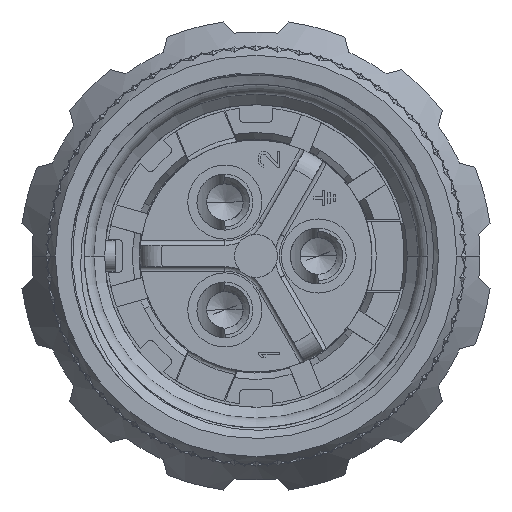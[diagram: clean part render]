
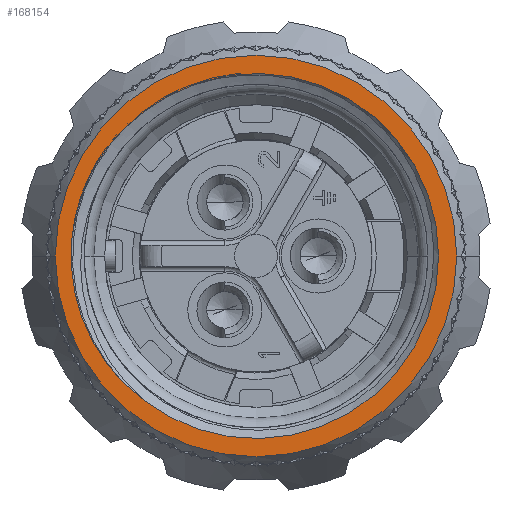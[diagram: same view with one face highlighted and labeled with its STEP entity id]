
A CAD part, left-side view. The second image highlights one B-rep face of the part: STEP entity #168154.
In plain terms, the highlighted planar face has unit normal (-1, 0, 0).
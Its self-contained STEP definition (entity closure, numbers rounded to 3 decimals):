
#34757=CARTESIAN_POINT('',(0.385,11.,-11.));
#34758=DIRECTION('',(-1.,0.,0.));
#34759=DIRECTION('',(0.,1.,0.));
#34760=AXIS2_PLACEMENT_3D('',#34757,#34758,#34759);
#34762=CARTESIAN_POINT('',(0.385,11.,-11.));
#34763=DIRECTION('',(1.,0.,0.));
#34764=DIRECTION('',(0.,1.,0.));
#34765=AXIS2_PLACEMENT_3D('',#34762,#34763,#34764);
#34767=CARTESIAN_POINT('',(0.385,17.18,
-5.105));
#34768=CARTESIAN_POINT('',(0.385,17.106,
-5.033));
#34769=CARTESIAN_POINT('',(0.385,16.956,
-4.891));
#34770=CARTESIAN_POINT('',(0.385,16.724,
-4.687));
#34771=CARTESIAN_POINT('',(0.385,16.485,
-4.491));
#34772=CARTESIAN_POINT('',(0.385,16.321,
-4.366));
#34773=CARTESIAN_POINT('',(0.385,16.238,
-4.305));
#34775=CARTESIAN_POINT('',(0.385,17.18,
-16.894));
#34776=CARTESIAN_POINT('',(0.385,17.252,
-16.823));
#34777=CARTESIAN_POINT('',(0.385,17.397,
-16.675));
#34778=CARTESIAN_POINT('',(0.385,17.612,
-16.436));
#34779=CARTESIAN_POINT('',(0.385,17.82,
-16.184));
#34780=CARTESIAN_POINT('',(0.385,18.02,
-15.92));
#34781=CARTESIAN_POINT('',(0.385,18.21,
-15.647));
#34782=CARTESIAN_POINT('',(0.385,18.391,
-15.364));
#34783=CARTESIAN_POINT('',(0.385,18.56,
-15.073));
#34784=CARTESIAN_POINT('',(0.385,18.718,
-14.775));
#34785=CARTESIAN_POINT('',(0.385,18.864,
-14.469));
#34786=CARTESIAN_POINT('',(0.385,18.998,
-14.158));
#34787=CARTESIAN_POINT('',(0.385,19.119,
-13.84));
#34788=CARTESIAN_POINT('',(0.385,19.227,
-13.518));
#34789=CARTESIAN_POINT('',(0.385,19.322,
-13.191));
#34790=CARTESIAN_POINT('',(0.385,19.404,
-12.86));
#34791=CARTESIAN_POINT('',(0.385,19.473,
-12.526));
#34792=CARTESIAN_POINT('',(0.385,19.528,
-12.19));
#34793=CARTESIAN_POINT('',(0.385,19.569,
-11.851));
#34794=CARTESIAN_POINT('',(0.385,19.597,
-11.511));
#34795=CARTESIAN_POINT('',(0.385,19.611,
-11.17));
#34796=CARTESIAN_POINT('',(0.385,19.611,
-10.829));
#34797=CARTESIAN_POINT('',(0.385,19.597,
-10.489));
#34798=CARTESIAN_POINT('',(0.385,19.569,
-10.149));
#34799=CARTESIAN_POINT('',(0.385,19.528,
-9.81));
#34800=CARTESIAN_POINT('',(0.385,19.473,
-9.474));
#34801=CARTESIAN_POINT('',(0.385,19.404,
-9.14));
#34802=CARTESIAN_POINT('',(0.385,19.322,
-8.809));
#34803=CARTESIAN_POINT('',(0.385,19.227,
-8.482));
#34804=CARTESIAN_POINT('',(0.385,19.119,
-8.16));
#34805=CARTESIAN_POINT('',(0.385,18.997,
-7.842));
#34806=CARTESIAN_POINT('',(0.385,18.864,
-7.531));
#34807=CARTESIAN_POINT('',(0.385,18.718,
-7.225));
#34808=CARTESIAN_POINT('',(0.385,18.56,
-6.927));
#34809=CARTESIAN_POINT('',(0.385,18.391,
-6.636));
#34810=CARTESIAN_POINT('',(0.385,18.21,
-6.353));
#34811=CARTESIAN_POINT('',(0.385,18.02,
-6.08));
#34812=CARTESIAN_POINT('',(0.385,17.82,
-5.816));
#34813=CARTESIAN_POINT('',(0.385,17.612,
-5.564));
#34814=CARTESIAN_POINT('',(0.385,17.397,
-5.325));
#34815=CARTESIAN_POINT('',(0.385,17.252,
-5.177));
#34816=CARTESIAN_POINT('',(0.385,17.18,
-5.105));
#34818=CARTESIAN_POINT('',(0.385,16.238,
-17.695));
#34819=CARTESIAN_POINT('',(0.385,16.321,
-17.634));
#34820=CARTESIAN_POINT('',(0.385,16.485,
-17.509));
#34821=CARTESIAN_POINT('',(0.385,16.724,
-17.313));
#34822=CARTESIAN_POINT('',(0.385,16.956,
-17.109));
#34823=CARTESIAN_POINT('',(0.385,17.106,
-16.967));
#34824=CARTESIAN_POINT('',(0.385,17.18,
-16.894));
#34987=CARTESIAN_POINT('',(0.385,11.,-11.));
#34988=DIRECTION('',(1.,0.,0.));
#34989=DIRECTION('',(0.,0.616,0.788));
#34990=AXIS2_PLACEMENT_3D('',#34987,#34988,#34989);
#55984=CARTESIAN_POINT('',(0.385,20.348,-11.));
#55985=CARTESIAN_POINT('',(0.385,1.652,-11.));
#55986=VERTEX_POINT('',#55984);
#55987=VERTEX_POINT('',#55985);
#56212=VERTEX_POINT('',#34775);
#56213=VERTEX_POINT('',#34816);
#56214=VERTEX_POINT('',#34773);
#56215=VERTEX_POINT('',#34818);
#168135=CARTESIAN_POINT('',(0.385,11.,-11.));
#168136=DIRECTION('',(1.,0.,0.));
#168137=DIRECTION('',(0.,-1.,0.));
#168138=AXIS2_PLACEMENT_3D('',#168135,#168136,#168137);
#168139=PLANE('245',#168138);
#168140=ORIENTED_EDGE('5268',*,*,#79927,.F.);
#168141=ORIENTED_EDGE('5260',*,*,#81309,.T.);
#168142=EDGE_LOOP('245',(#168140,#168141));
#168143=FACE_OUTER_BOUND('245',#168142,.F.);
#168145=ORIENTED_EDGE('5567',*,*,#168144,.F.);
#168147=ORIENTED_EDGE('5558',*,*,#168146,.F.);
#168149=ORIENTED_EDGE('5557',*,*,#168148,.F.);
#168151=ORIENTED_EDGE('5559',*,*,#168150,.F.);
#168152=EDGE_LOOP('245',(#168145,#168147,#168149,#168151));
#168153=FACE_BOUND('245',#168152,.F.);
#34761=CIRCLE('5268',#34760,9.348);
#34766=CIRCLE('5260',#34765,9.348);
#34774=B_SPLINE_CURVE_WITH_KNOTS('5558',3,(#34767,#34768,#34769,#34770,#34771,
#34772,#34773),.UNSPECIFIED.,.F.,.F.,(4,1,1,1,4),(0.,0.25,0.5,0.75,
1.),.UNSPECIFIED.);
#34817=B_SPLINE_CURVE_WITH_KNOTS('5557',3,(#34775,#34776,#34777,#34778,#34779,
#34780,#34781,#34782,#34783,#34784,#34785,#34786,#34787,#34788,#34789,#34790,
#34791,#34792,#34793,#34794,#34795,#34796,#34797,#34798,#34799,#34800,#34801,
#34802,#34803,#34804,#34805,#34806,#34807,#34808,#34809,#34810,#34811,#34812,
#34813,#34814,#34815,#34816),.UNSPECIFIED.,.F.,.F.,(4,1,1,1,1,1,1,1,1,1,1,1,1,1,
1,1,1,1,1,1,1,1,1,1,1,1,1,1,1,1,1,1,1,1,1,1,1,1,1,4),(0.,0.026,
0.051,0.077,0.103,0.128,
0.154,0.179,0.205,0.231,
0.256,0.282,0.308,0.333,
0.359,0.385,0.41,0.436,
0.462,0.487,0.513,0.538,
0.564,0.59,0.615,0.641,
0.667,0.692,0.718,0.744,
0.769,0.795,0.821,0.846,
0.872,0.897,0.923,0.949,
0.974,1.),.UNSPECIFIED.);
#34825=B_SPLINE_CURVE_WITH_KNOTS('5559',3,(#34818,#34819,#34820,#34821,#34822,
#34823,#34824),.UNSPECIFIED.,.F.,.F.,(4,1,1,1,4),(0.,0.25,0.5,0.75,
1.),.UNSPECIFIED.);
#34991=CIRCLE('5567',#34990,8.5);
#79927=EDGE_CURVE('5268',#55986,#55987,#34761,.T.);
#81309=EDGE_CURVE('5260',#55986,#55987,#34766,.T.);
#168144=EDGE_CURVE('5567',#56214,#56215,#34991,.T.);
#168146=EDGE_CURVE('5558',#56213,#56214,#34774,.T.);
#168148=EDGE_CURVE('5557',#56212,#56213,#34817,.T.);
#168150=EDGE_CURVE('5559',#56215,#56212,#34825,.T.);
#168154=ADVANCED_FACE('245',(#168143,#168153),#168139,.F.);
